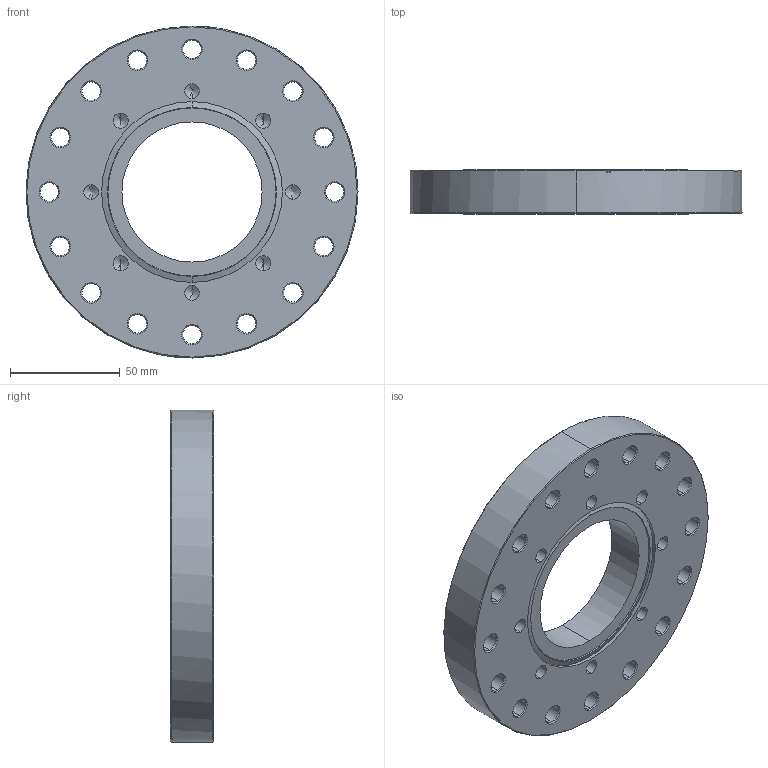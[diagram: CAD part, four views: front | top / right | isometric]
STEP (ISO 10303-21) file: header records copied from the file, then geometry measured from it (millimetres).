
FILE_DESCRIPTION (( 'STEP AP214' ), '1' );
FILE_NAME ('CFA100-64D.STEP', '2010-12-20T14:52:40', ( 'Hositrad' ), ( 'Hositrad' ), 'SwSTEP 2.0', 'SolidWorks 2010', '' );
FILE_SCHEMA (( 'AUTOMOTIVE_DESIGN' ));
Length unit declared in the file: millimetre
Products named in the file (1): CFA100-64D
Bounding box: 151.6 x 19.9 x 151.6 mm (x, y, z)
Volume: 260232 mm3; surface area: 53038 mm2
Topology: 1 solids, 1 shells, 160 faces, 380 edges, 215 vertices
Faces by surface type: cone 93, cylinder 56, plane 11
Entity records: 5093 total; most frequent: DIRECTION 879, CARTESIAN_POINT 752, ORIENTED_EDGE 728, EDGE_CURVE 364, AXIS2_PLACEMENT_3D 358, VERTEX_POINT 215, EDGE_LOOP 203, CIRCLE 197
